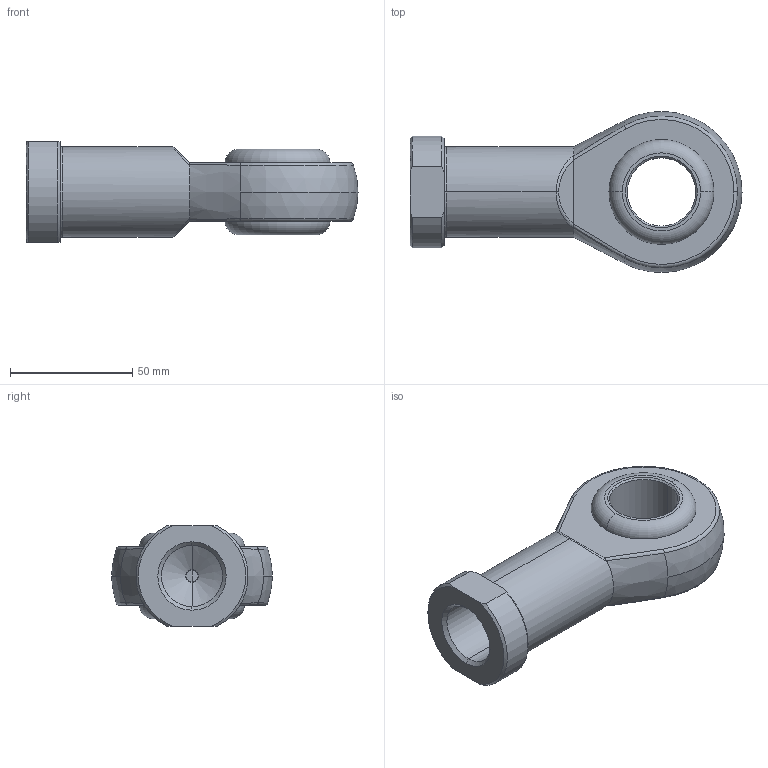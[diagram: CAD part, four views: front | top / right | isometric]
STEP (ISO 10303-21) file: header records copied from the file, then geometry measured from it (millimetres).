
FILE_DESCRIPTION (( 'STEP AP214' ), '1' );
FILE_NAME ('125 KMB-RE (28) .STEP', '2010-08-09T12:30:43', ( '' ), ( '' ), 'SwSTEP 2.0', 'SolidWorks 2010', '' );
FILE_SCHEMA (( 'AUTOMOTIVE_DESIGN' ));
Length unit declared in the file: millimetre
Products named in the file (1): 125  KMB-RE   (28) 
Bounding box: 136 x 65.96 x 41 mm (x, y, z)
Volume: 124771 mm3; surface area: 28570.7 mm2
Topology: 1 solids, 1 shells, 55 faces, 128 edges, 79 vertices
Faces by surface type: cone 14, cylinder 12, plane 10, torus 9, bspline 8, sphere 2
Entity records: 1949 total; most frequent: CARTESIAN_POINT 695, ORIENTED_EDGE 256, DIRECTION 249, EDGE_CURVE 128, AXIS2_PLACEMENT_3D 111, VERTEX_POINT 79, CIRCLE 63, EDGE_LOOP 61
